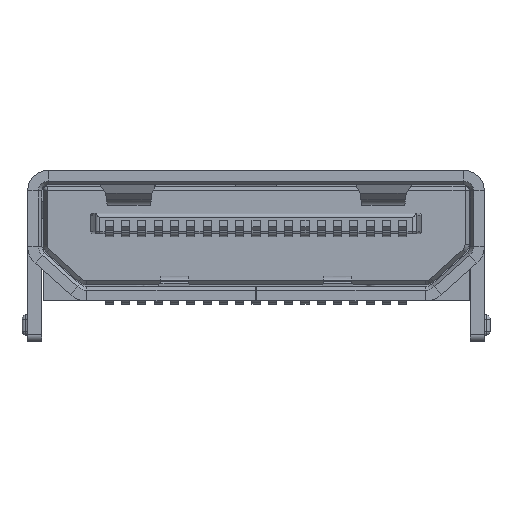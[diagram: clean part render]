
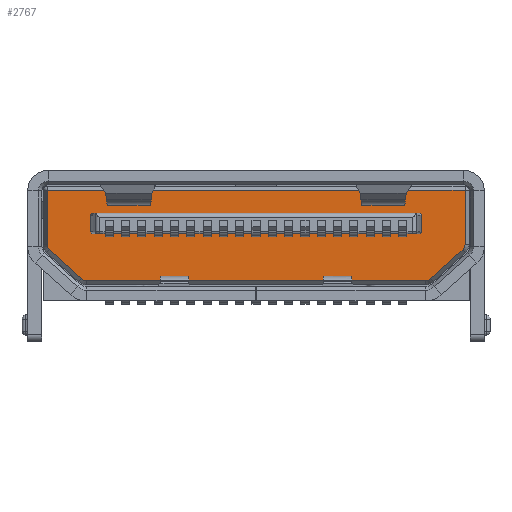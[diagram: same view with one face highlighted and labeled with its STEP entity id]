
A CAD part, front view. The second image highlights one B-rep face of the part: STEP entity #2767.
In plain terms, the highlighted planar face has unit normal (0, -1, 0).
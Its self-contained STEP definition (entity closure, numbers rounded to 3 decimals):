
#2604=CARTESIAN_POINT('',(5.638,-2.33,0.459));
#2605=DIRECTION('',(0.0,1.0,0.0));
#2606=DIRECTION('',(-1.0,0.0,0.0));
#2607=AXIS2_PLACEMENT_3D('',#2604,#2605,#2606);
#2608=PLANE('',#2607);
#2609=CARTESIAN_POINT('',(5.126,-2.33,1.451));
#2610=VERTEX_POINT('',#2609);
#2611=CARTESIAN_POINT('',(5.126,-2.33,2.79));
#2612=VERTEX_POINT('',#2611);
#2613=CARTESIAN_POINT('',(5.126,-2.33,1.451));
#2614=DIRECTION('',(0.0,0.0,1.0));
#2615=VECTOR('',#2614,1.339);
#2616=LINE('',#2613,#2615);
#2617=EDGE_CURVE('',#2610,#2612,#2616,.T.);
#2618=ORIENTED_EDGE('',*,*,#2617,.T.);
#2619=CARTESIAN_POINT('',(-5.124,-2.33,2.79));
#2620=VERTEX_POINT('',#2619);
#2621=CARTESIAN_POINT('',(5.126,-2.33,2.79));
#2622=DIRECTION('',(-1.0,0.0,0.0));
#2623=VECTOR('',#2622,10.25);
#2624=LINE('',#2621,#2623);
#2625=EDGE_CURVE('',#2612,#2620,#2624,.T.);
#2626=ORIENTED_EDGE('',*,*,#2625,.T.);
#2627=CARTESIAN_POINT('',(-5.124,-2.33,1.451));
#2628=VERTEX_POINT('',#2627);
#2629=CARTESIAN_POINT('',(-5.124,-2.33,2.79));
#2630=DIRECTION('',(0.0,0.0,-1.0));
#2631=VECTOR('',#2630,1.339);
#2632=LINE('',#2629,#2631);
#2633=EDGE_CURVE('',#2620,#2628,#2632,.T.);
#2634=ORIENTED_EDGE('',*,*,#2633,.T.);
#2635=CARTESIAN_POINT('',(-5.075,-2.33,1.34));
#2636=VERTEX_POINT('',#2635);
#2637=CARTESIAN_POINT('',(-4.974,-2.33,1.451));
#2638=DIRECTION('',(0.0,-1.0,0.0));
#2639=DIRECTION('',(-1.0,0.0,0.0));
#2640=AXIS2_PLACEMENT_3D('',#2637,#2638,#2639);
#2641=CIRCLE('',#2640,0.15);
#2642=EDGE_CURVE('',#2628,#2636,#2641,.T.);
#2643=ORIENTED_EDGE('',*,*,#2642,.T.);
#2644=CARTESIAN_POINT('',(-4.282,-2.33,0.622));
#2645=VERTEX_POINT('',#2644);
#2646=CARTESIAN_POINT('',(-5.075,-2.33,1.34));
#2647=DIRECTION('',(0.741,0.,-0.671));
#2648=VECTOR('',#2647,1.07);
#2649=LINE('',#2646,#2648);
#2650=EDGE_CURVE('',#2636,#2645,#2649,.T.);
#2651=ORIENTED_EDGE('',*,*,#2650,.T.);
#2652=CARTESIAN_POINT('',(-4.147,-2.33,0.57));
#2653=VERTEX_POINT('',#2652);
#2654=CARTESIAN_POINT('',(-4.147,-2.33,0.77));
#2655=DIRECTION('',(0.0,-1.0,0.0));
#2656=DIRECTION('',(-1.0,0.0,0.0));
#2657=AXIS2_PLACEMENT_3D('',#2654,#2655,#2656);
#2658=CIRCLE('',#2657,0.2);
#2659=EDGE_CURVE('',#2645,#2653,#2658,.T.);
#2660=ORIENTED_EDGE('',*,*,#2659,.T.);
#2661=CARTESIAN_POINT('',(4.149,-2.33,0.57));
#2662=VERTEX_POINT('',#2661);
#2663=CARTESIAN_POINT('',(-4.147,-2.33,0.57));
#2664=DIRECTION('',(1.0,0.0,0.0));
#2665=VECTOR('',#2664,8.296);
#2666=LINE('',#2663,#2665);
#2667=EDGE_CURVE('',#2653,#2662,#2666,.T.);
#2668=ORIENTED_EDGE('',*,*,#2667,.T.);
#2669=CARTESIAN_POINT('',(4.283,-2.33,0.622));
#2670=VERTEX_POINT('',#2669);
#2671=CARTESIAN_POINT('',(4.149,-2.33,0.77));
#2672=DIRECTION('',(0.0,-1.0,0.0));
#2673=DIRECTION('',(-1.0,0.0,0.0));
#2674=AXIS2_PLACEMENT_3D('',#2671,#2672,#2673);
#2675=CIRCLE('',#2674,0.2);
#2676=EDGE_CURVE('',#2662,#2670,#2675,.T.);
#2677=ORIENTED_EDGE('',*,*,#2676,.T.);
#2678=CARTESIAN_POINT('',(5.077,-2.33,1.34));
#2679=VERTEX_POINT('',#2678);
#2680=CARTESIAN_POINT('',(4.283,-2.33,0.622));
#2681=DIRECTION('',(0.741,0.,0.671));
#2682=VECTOR('',#2681,1.07);
#2683=LINE('',#2680,#2682);
#2684=EDGE_CURVE('',#2670,#2679,#2683,.T.);
#2685=ORIENTED_EDGE('',*,*,#2684,.T.);
#2686=CARTESIAN_POINT('',(4.976,-2.33,1.451));
#2687=DIRECTION('',(0.0,-1.0,0.0));
#2688=DIRECTION('',(-1.0,0.0,0.0));
#2689=AXIS2_PLACEMENT_3D('',#2686,#2687,#2688);
#2690=CIRCLE('',#2689,0.15);
#2691=EDGE_CURVE('',#2679,#2610,#2690,.T.);
#2692=ORIENTED_EDGE('',*,*,#2691,.T.);
#2693=EDGE_LOOP('',(#2618,#2626,#2634,#2643,#2651,#2660,#2668,#2677,#2685,#2692));
#2694=FACE_OUTER_BOUND('',#2693,.T.);
#2695=CARTESIAN_POINT('',(-3.999,-2.33,2.23));
#2696=VERTEX_POINT('',#2695);
#2697=CARTESIAN_POINT('',(4.001,-2.33,2.23));
#2698=VERTEX_POINT('',#2697);
#2699=CARTESIAN_POINT('',(-3.999,-2.33,2.23));
#2700=CARTESIAN_POINT('',(-1.332,-2.33,2.23));
#2701=CARTESIAN_POINT('',(1.334,-2.33,2.23));
#2702=CARTESIAN_POINT('',(4.001,-2.33,2.23));
#2703=QUASI_UNIFORM_CURVE('',3,(#2699,#2700,#2701,#2702),.UNSPECIFIED.,.F.,.U.);
#2704=EDGE_CURVE('',#2696,#2698,#2703,.T.);
#2705=ORIENTED_EDGE('',*,*,#2704,.T.);
#2706=CARTESIAN_POINT('',(4.051,-2.33,2.18));
#2707=VERTEX_POINT('',#2706);
#2708=CARTESIAN_POINT('',(4.001,-2.33,2.18));
#2709=DIRECTION('',(0.0,1.0,0.0));
#2710=DIRECTION('',(-1.0,0.0,0.0));
#2711=AXIS2_PLACEMENT_3D('',#2708,#2709,#2710);
#2712=CIRCLE('',#2711,0.05);
#2713=EDGE_CURVE('',#2698,#2707,#2712,.T.);
#2714=ORIENTED_EDGE('',*,*,#2713,.T.);
#2715=CARTESIAN_POINT('',(4.051,-2.33,1.78));
#2716=VERTEX_POINT('',#2715);
#2717=CARTESIAN_POINT('',(4.051,-2.33,2.18));
#2718=DIRECTION('',(0.0,0.0,-1.0));
#2719=VECTOR('',#2718,0.4);
#2720=LINE('',#2717,#2719);
#2721=EDGE_CURVE('',#2707,#2716,#2720,.T.);
#2722=ORIENTED_EDGE('',*,*,#2721,.T.);
#2723=CARTESIAN_POINT('',(4.001,-2.33,1.73));
#2724=VERTEX_POINT('',#2723);
#2725=CARTESIAN_POINT('',(4.001,-2.33,1.78));
#2726=DIRECTION('',(0.0,1.0,0.0));
#2727=DIRECTION('',(-1.0,0.0,0.0));
#2728=AXIS2_PLACEMENT_3D('',#2725,#2726,#2727);
#2729=CIRCLE('',#2728,0.05);
#2730=EDGE_CURVE('',#2716,#2724,#2729,.T.);
#2731=ORIENTED_EDGE('',*,*,#2730,.T.);
#2732=CARTESIAN_POINT('',(-3.999,-2.33,1.73));
#2733=VERTEX_POINT('',#2732);
#2734=CARTESIAN_POINT('',(-3.999,-2.33,1.73));
#2735=CARTESIAN_POINT('',(-1.332,-2.33,1.73));
#2736=CARTESIAN_POINT('',(1.334,-2.33,1.73));
#2737=CARTESIAN_POINT('',(4.001,-2.33,1.73));
#2738=QUASI_UNIFORM_CURVE('',3,(#2734,#2735,#2736,#2737),.UNSPECIFIED.,.F.,.U.);
#2739=EDGE_CURVE('',#2733,#2724,#2738,.T.);
#2740=ORIENTED_EDGE('',*,*,#2739,.F.);
#2741=CARTESIAN_POINT('',(-4.049,-2.33,1.78));
#2742=VERTEX_POINT('',#2741);
#2743=CARTESIAN_POINT('',(-3.999,-2.33,1.78));
#2744=DIRECTION('',(0.0,1.0,0.0));
#2745=DIRECTION('',(-1.0,0.0,0.0));
#2746=AXIS2_PLACEMENT_3D('',#2743,#2744,#2745);
#2747=CIRCLE('',#2746,0.05);
#2748=EDGE_CURVE('',#2733,#2742,#2747,.T.);
#2749=ORIENTED_EDGE('',*,*,#2748,.T.);
#2750=CARTESIAN_POINT('',(-4.049,-2.33,2.18));
#2751=VERTEX_POINT('',#2750);
#2752=CARTESIAN_POINT('',(-4.049,-2.33,2.18));
#2753=DIRECTION('',(0.0,0.0,-1.0));
#2754=VECTOR('',#2753,0.4);
#2755=LINE('',#2752,#2754);
#2756=EDGE_CURVE('',#2751,#2742,#2755,.T.);
#2757=ORIENTED_EDGE('',*,*,#2756,.F.);
#2758=CARTESIAN_POINT('',(-3.999,-2.33,2.18));
#2759=DIRECTION('',(0.0,1.0,0.0));
#2760=DIRECTION('',(-1.0,0.0,0.0));
#2761=AXIS2_PLACEMENT_3D('',#2758,#2759,#2760);
#2762=CIRCLE('',#2761,0.05);
#2763=EDGE_CURVE('',#2751,#2696,#2762,.T.);
#2764=ORIENTED_EDGE('',*,*,#2763,.T.);
#2765=EDGE_LOOP('',(#2705,#2714,#2722,#2731,#2740,#2749,#2757,#2764));
#2766=FACE_BOUND('',#2765,.T.);
#2767=ADVANCED_FACE('',(#2694,#2766),#2608,.F.);
